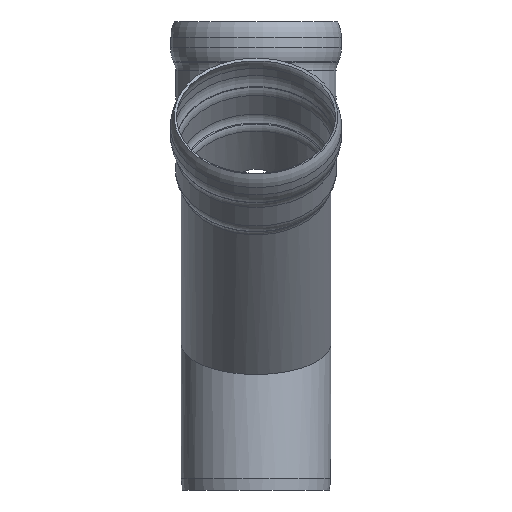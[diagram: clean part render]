
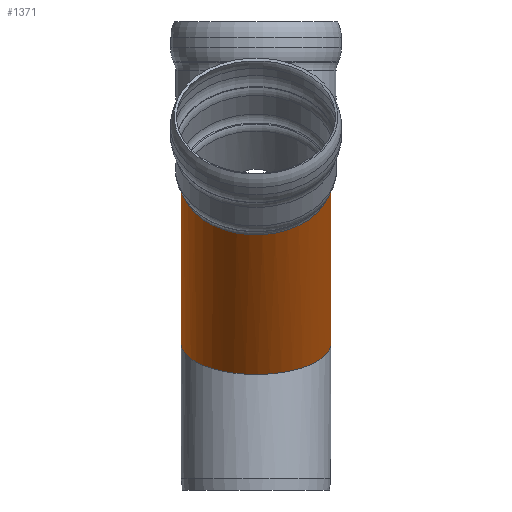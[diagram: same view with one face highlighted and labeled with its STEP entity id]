
A CAD part, left-side view. The second image highlights one B-rep face of the part: STEP entity #1371.
In plain terms, the highlighted cylindrical face has radius 665 mm (diameter 1330 mm), a full revolution.
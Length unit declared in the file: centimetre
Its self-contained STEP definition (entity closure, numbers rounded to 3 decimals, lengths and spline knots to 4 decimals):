
#60=CYLINDRICAL_SURFACE('',#1522,66.5);
#126=CIRCLE('',#1523,66.5);
#127=CIRCLE('',#1524,66.5);
#275=FACE_OUTER_BOUND('',#351,.T.);
#351=EDGE_LOOP('',(#1062,#1063,#1064,#1065,#1066,#1067,#1068));
#418=LINE('',#2419,#464);
#464=VECTOR('',#1903,66.5);
#501=ELLIPSE('',#1519,71.9791,66.5);
#502=ELLIPSE('',#1520,71.9791,66.5);
#504=ELLIPSE('',#1525,173.7729,66.5);
#570=VERTEX_POINT('',#2408);
#571=VERTEX_POINT('',#2410);
#572=VERTEX_POINT('',#2412);
#574=VERTEX_POINT('',#2418);
#575=VERTEX_POINT('',#2420);
#748=EDGE_CURVE('',#571,#570,#501,.T.);
#749=EDGE_CURVE('',#572,#571,#502,.T.);
#752=EDGE_CURVE('',#571,#574,#418,.T.);
#753=EDGE_CURVE('',#574,#575,#126,.T.);
#754=EDGE_CURVE('',#575,#574,#127,.T.);
#755=EDGE_CURVE('',#572,#570,#504,.T.);
#1062=ORIENTED_EDGE('',*,*,#749,.T.);
#1063=ORIENTED_EDGE('',*,*,#752,.T.);
#1064=ORIENTED_EDGE('',*,*,#753,.T.);
#1065=ORIENTED_EDGE('',*,*,#754,.T.);
#1066=ORIENTED_EDGE('',*,*,#752,.F.);
#1067=ORIENTED_EDGE('',*,*,#748,.T.);
#1068=ORIENTED_EDGE('',*,*,#755,.F.);
#1371=ADVANCED_FACE('',(#275),#60,.T.);
#1519=AXIS2_PLACEMENT_3D('',#2411,#1894,#1895);
#1520=AXIS2_PLACEMENT_3D('',#2413,#1896,#1897);
#1522=AXIS2_PLACEMENT_3D('',#2417,#1901,#1902);
#1523=AXIS2_PLACEMENT_3D('',#2421,#1904,#1905);
#1524=AXIS2_PLACEMENT_3D('',#2422,#1906,#1907);
#1525=AXIS2_PLACEMENT_3D('',#2423,#1908,#1909);
#1894=DIRECTION('center_axis',(-0.383,0.,
0.924));
#1895=DIRECTION('ref_axis',(0.924,0.,0.383));
#1896=DIRECTION('center_axis',(-0.383,0.,
0.924));
#1897=DIRECTION('ref_axis',(0.924,0.,0.383));
#1901=DIRECTION('center_axis',(0.707,0.,
-0.707));
#1902=DIRECTION('ref_axis',(0.5,-0.707,0.5));
#1903=DIRECTION('',(-0.707,0.,0.707));
#1904=DIRECTION('center_axis',(0.707,0.,
-0.707));
#1905=DIRECTION('ref_axis',(0.5,-0.707,0.5));
#1906=DIRECTION('center_axis',(0.707,0.,
-0.707));
#1907=DIRECTION('ref_axis',(0.5,-0.707,0.5));
#1908=DIRECTION('center_axis',(0.924,0.,0.383));
#1909=DIRECTION('ref_axis',(-0.383,0.,0.924));
#2408=CARTESIAN_POINT('',(0.,-66.5,130.));
#2410=CARTESIAN_POINT('',(-47.0226,47.0226,110.5226));
#2411=CARTESIAN_POINT('Origin',(0.,0.,
130.));
#2412=CARTESIAN_POINT('',(0.,66.5,130.));
#2413=CARTESIAN_POINT('Origin',(0.,0.,
130.));
#2417=CARTESIAN_POINT('Origin',(-137.0019,0.,
267.0019));
#2418=CARTESIAN_POINT('',(-176.4391,47.0226,239.9391));
#2419=CARTESIAN_POINT('',(-170.2519,47.0226,233.7519));
#2420=CARTESIAN_POINT('',(-176.4391,-47.0226,239.9391));
#2421=CARTESIAN_POINT('Origin',(-143.1891,0.,
273.1891));
#2422=CARTESIAN_POINT('Origin',(-143.1891,0.,
273.1891));
#2423=CARTESIAN_POINT('Origin',(0.,0.,
130.));
